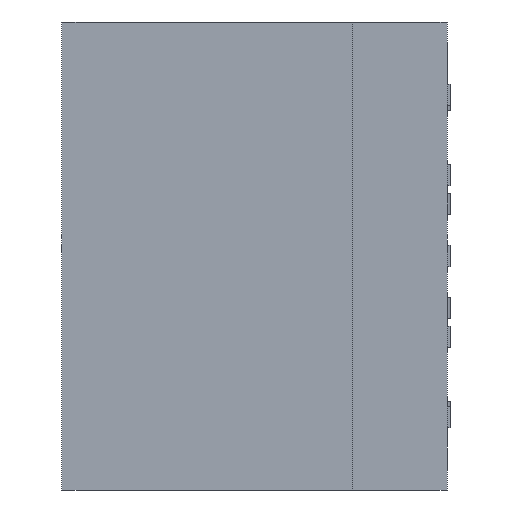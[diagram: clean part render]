
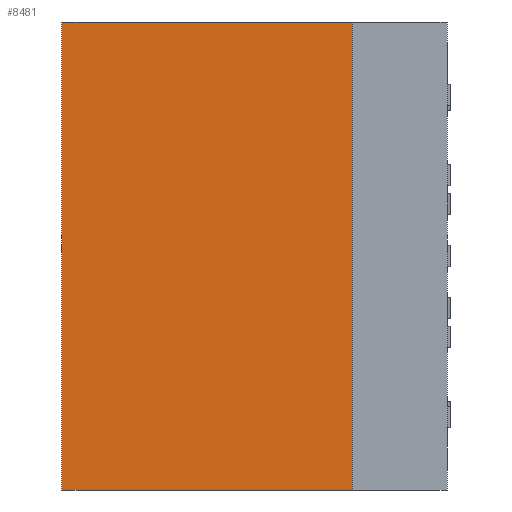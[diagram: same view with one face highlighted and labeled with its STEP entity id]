
A CAD part, left-side view. The second image highlights one B-rep face of the part: STEP entity #8481.
In plain terms, the highlighted planar face has unit normal (-1, 0, 0).
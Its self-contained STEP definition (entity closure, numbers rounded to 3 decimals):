
#1197 = VECTOR ( 'NONE', #7548, 1000. ) ;
#1647 = LINE ( 'NONE', #14955, #8177 ) ;
#1663 = PLANE ( 'NONE',  #1788 ) ;
#1788 = AXIS2_PLACEMENT_3D ( 'NONE', #13938, #15177, #7814 ) ;
#2302 = CARTESIAN_POINT ( 'NONE',  ( -23.15, 3.2, -15.8 ) ) ;
#2525 = VERTEX_POINT ( 'NONE', #7129 ) ;
#3310 = CARTESIAN_POINT ( 'NONE',  ( -23.15, 3.2, -15.8 ) ) ;
#3356 = EDGE_CURVE ( 'NONE', #4432, #2525, #4477, .T. ) ;
#4432 = VERTEX_POINT ( 'NONE', #4835 ) ;
#4477 = LINE ( 'NONE', #6379, #1197 ) ;
#4835 = CARTESIAN_POINT ( 'NONE',  ( -23.15, 13., -15.8 ) ) ;
#5541 = DIRECTION ( 'NONE',  ( 0., 1., 0. ) ) ;
#5668 = VERTEX_POINT ( 'NONE', #3310 ) ;
#6330 = VECTOR ( 'NONE', #12118, 1000. ) ;
#6379 = CARTESIAN_POINT ( 'NONE',  ( -23.15, 13., -15.8 ) ) ;
#6449 = VECTOR ( 'NONE', #5541, 1000. ) ;
#7129 = CARTESIAN_POINT ( 'NONE',  ( -23.15, 13., 0. ) ) ;
#7548 = DIRECTION ( 'NONE',  ( 0., 0., 1. ) ) ;
#7814 = DIRECTION ( 'NONE',  ( 0., 0., -1. ) ) ;
#7990 = EDGE_CURVE ( 'NONE', #11608, #2525, #9727, .T. ) ;
#8177 = VECTOR ( 'NONE', #9976, 1000. ) ;
#8358 = EDGE_CURVE ( 'NONE', #5668, #4432, #1647, .T. ) ;
#8481 = ADVANCED_FACE ( 'NONE', ( #15661 ), #1663, .F. ) ;
#9205 = ORIENTED_EDGE ( 'NONE', *, *, #8358, .F. ) ;
#9248 = CARTESIAN_POINT ( 'NONE',  ( -23.15, 13., 0. ) ) ;
#9727 = LINE ( 'NONE', #9248, #6449 ) ;
#9906 = ORIENTED_EDGE ( 'NONE', *, *, #7990, .T. ) ;
#9976 = DIRECTION ( 'NONE',  ( 0., 1., 0. ) ) ;
#9978 = LINE ( 'NONE', #2302, #6330 ) ;
#10296 = ORIENTED_EDGE ( 'NONE', *, *, #3356, .F. ) ;
#11229 = EDGE_LOOP ( 'NONE', ( #9906, #10296, #9205, #15782 ) ) ;
#11537 = CARTESIAN_POINT ( 'NONE',  ( -23.15, 3.2, 0. ) ) ;
#11608 = VERTEX_POINT ( 'NONE', #11537 ) ;
#12118 = DIRECTION ( 'NONE',  ( 0., 0., 1. ) ) ;
#12506 = EDGE_CURVE ( 'NONE', #5668, #11608, #9978, .T. ) ;
#13938 = CARTESIAN_POINT ( 'NONE',  ( -23.15, 13., -15.8 ) ) ;
#14955 = CARTESIAN_POINT ( 'NONE',  ( -23.15, 13., -15.8 ) ) ;
#15177 = DIRECTION ( 'NONE',  ( 1., 0., 0. ) ) ;
#15661 = FACE_OUTER_BOUND ( 'NONE', #11229, .T. ) ;
#15782 = ORIENTED_EDGE ( 'NONE', *, *, #12506, .T. ) ;
